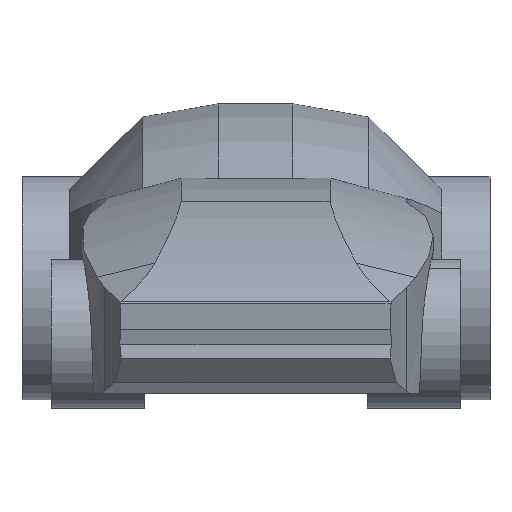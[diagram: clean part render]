
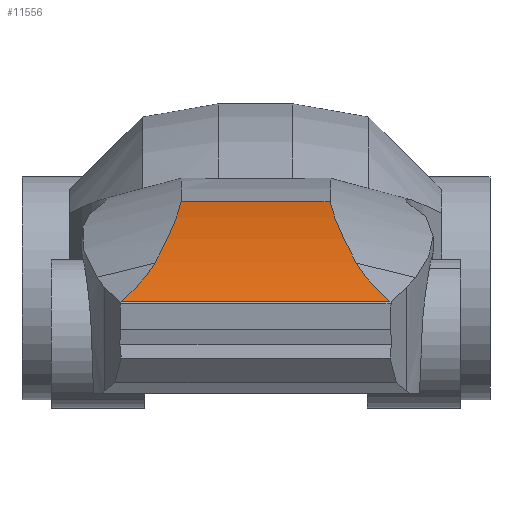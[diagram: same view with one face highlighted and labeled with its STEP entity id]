
A CAD part, front view. The second image highlights one B-rep face of the part: STEP entity #11556.
In plain terms, the highlighted cylindrical face has radius 177.516 mm (diameter 355.032 mm), a partial arc.
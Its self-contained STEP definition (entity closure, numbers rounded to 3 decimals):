
#7376=CARTESIAN_POINT(' ',(196.792,-239.898,19.654));
#7377=VERTEX_POINT(' ',#7376);
#7391=CARTESIAN_POINT(' ',(196.792,-239.898,19.654));
#7396=CARTESIAN_POINT(' ',(200.75,-235.034,23.07));
#7401=CARTESIAN_POINT(' ',(203.958,-229.573,26.54));
#7406=CARTESIAN_POINT(' ',(205.78,-223.502,29.882));
#7411=B_SPLINE_CURVE_WITH_KNOTS('',3,(#7391,#7396,#7401,#7406),.UNSPECIFIED.,.F.,.U.,(4,4),(0.,1.),.UNSPECIFIED.);
#7416=CARTESIAN_POINT(' ',(205.78,-223.502,29.882));
#7417=VERTEX_POINT(' ',#7416);
#7421=EDGE_CURVE(' ',#7377,#7417,#7411,.T.);
#7646=CARTESIAN_POINT(' ',(205.78,-223.502,29.882));
#7651=CARTESIAN_POINT(' ',(209.621,-210.695,36.933));
#7656=CARTESIAN_POINT(' ',(212.085,-196.641,42.6));
#7661=CARTESIAN_POINT(' ',(212.868,-181.663,46.411));
#7666=B_SPLINE_CURVE_WITH_KNOTS('',3,(#7646,#7651,#7656,#7661),.UNSPECIFIED.,.F.,.U.,(4,4),(0.,1.),.UNSPECIFIED.);
#7671=CARTESIAN_POINT(' ',(212.868,-181.663,46.411));
#7672=VERTEX_POINT(' ',#7671);
#7676=EDGE_CURVE(' ',#7417,#7672,#7666,.T.);
#10151=CARTESIAN_POINT(' ',(252.868,-181.663,46.411));
#10152=VERTEX_POINT(' ',#10151);
#10166=CARTESIAN_POINT(' ',(252.868,-181.663,46.411));
#10171=CARTESIAN_POINT(' ',(253.651,-196.641,42.6));
#10176=CARTESIAN_POINT(' ',(256.115,-210.696,36.933));
#10181=CARTESIAN_POINT(' ',(259.956,-223.503,29.882));
#10186=B_SPLINE_CURVE_WITH_KNOTS('',3,(#10166,#10171,#10176,#10181),.UNSPECIFIED.,.F.,.U.,(4,4),(0.,1.),.UNSPECIFIED.);
#10191=CARTESIAN_POINT(' ',(259.956,-223.503,29.882));
#10192=VERTEX_POINT(' ',#10191);
#10196=EDGE_CURVE(' ',#10152,#10192,#10186,.T.);
#10331=CARTESIAN_POINT(' ',(259.956,-223.503,29.882));
#10336=CARTESIAN_POINT(' ',(261.778,-229.574,26.539));
#10341=CARTESIAN_POINT(' ',(264.986,-235.034,23.07));
#10346=CARTESIAN_POINT(' ',(268.944,-239.898,19.654));
#10351=B_SPLINE_CURVE_WITH_KNOTS('',3,(#10331,#10336,#10341,#10346),.UNSPECIFIED.,.F.,.U.,(4,4),(0.,1.),.UNSPECIFIED.);
#10356=CARTESIAN_POINT(' ',(268.944,-239.898,19.654));
#10357=VERTEX_POINT(' ',#10356);
#10361=EDGE_CURVE(' ',#10192,#10357,#10351,.T.);
#11356=CARTESIAN_POINT(' ',(268.944,-239.898,19.654));
#11361=DIRECTION(' ',(-1.,0.,0.));
#11366=VECTOR(' ',#11361,1.);
#11371=LINE('',#11356,#11366);
#11376=EDGE_CURVE(' ',#10357,#7377,#11371,.T.);
#11466=CARTESIAN_POINT(' ',(232.868,-137.884,-125.622));
#11471=DIRECTION(' ',(1.,0.,0.));
#11476=DIRECTION(' ',(0.,-0.247,0.969));
#11481=AXIS2_PLACEMENT_3D(' ',#11466,#11471,#11476);
#11486=CYLINDRICAL_SURFACE(' ',#11481,177.516);
#11491=ORIENTED_EDGE(' ',*,*,#7421,.F.);
#11496=ORIENTED_EDGE(' ',*,*,#11376,.F.);
#11501=ORIENTED_EDGE(' ',*,*,#10361,.F.);
#11506=ORIENTED_EDGE(' ',*,*,#10196,.F.);
#11511=CARTESIAN_POINT(' ',(252.868,-181.663,46.411));
#11516=DIRECTION(' ',(-1.,0.,0.));
#11521=VECTOR(' ',#11516,1.);
#11526=LINE('',#11511,#11521);
#11531=EDGE_CURVE(' ',#10152,#7672,#11526,.T.);
#11536=ORIENTED_EDGE(' ',*,*,#11531,.T.);
#11541=ORIENTED_EDGE(' ',*,*,#7676,.F.);
#11546=EDGE_LOOP(' ',(#11491,#11496,#11501,#11506,#11536,#11541));
#11551=FACE_OUTER_BOUND(' ',#11546,.T.);
#11556=ADVANCED_FACE('Corps principal.51',(#11551),#11486,.T.);
